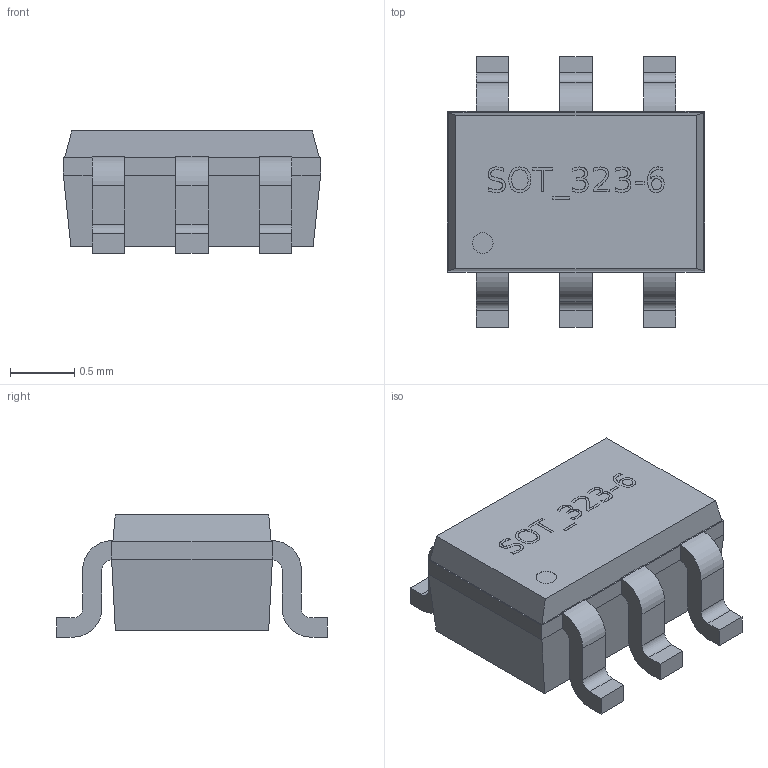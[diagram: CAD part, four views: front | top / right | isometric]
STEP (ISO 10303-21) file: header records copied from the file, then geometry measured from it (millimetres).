
FILE_DESCRIPTION(('FreeCAD Model'),'2;1');
FILE_NAME( 'SOT_323_6.step', '2016-08-12T17:20:07',('Author'),(''), 'Open CASCADE STEP processor 6.8','FreeCAD','Unknown');
FILE_SCHEMA(('AUTOMOTIVE_DESIGN_CC2 { 1 2 10303 214 -1 1 5 4 }'));
Length unit declared in the file: millimetre
Products named in the file (2): ASSEMBLY; SOT_323_6
Assembly tree (1 placements, depth 2):
  ASSEMBLY
    SOT_323_6
Bounding box: 2 x 2.1 x 0.95 mm (x, y, z)
Volume: 2.3 mm3; surface area: 14.6 mm2
Topology: 1 solids, 1 shells, 281 faces, 797 edges, 530 vertices
Faces by surface type: plane 128, extrusion 128, cylinder 25
Full cylindrical faces by diameter (mm): 0.16 x1
Entity records: 23655 total; most frequent: CARTESIAN_POINT 7064, DIRECTION 2125, VECTOR 1691, ORIENTED_EDGE 1594, PCURVE 1594, DEFINITIONAL_REPRESENTATION 1594, LINE 1563, B_SPLINE_CURVE_WITH_KNOTS 856
